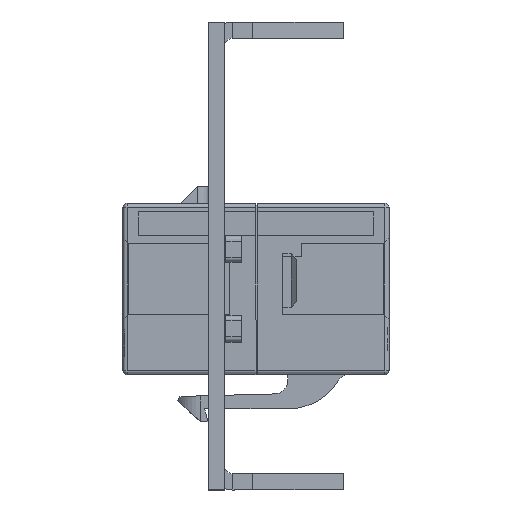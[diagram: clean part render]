
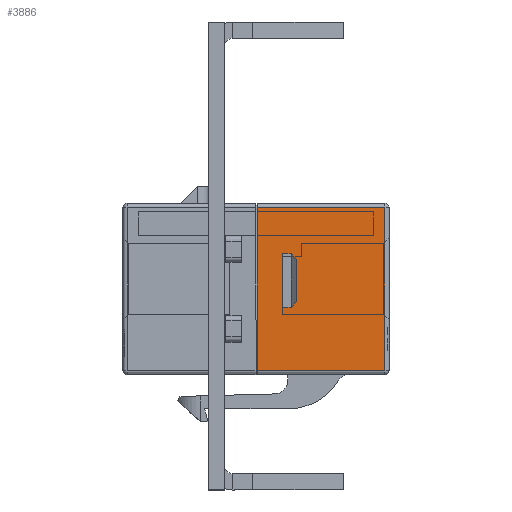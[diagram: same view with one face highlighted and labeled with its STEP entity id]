
A CAD part, left-side view. The second image highlights one B-rep face of the part: STEP entity #3886.
In plain terms, the highlighted planar face has unit normal (-1, 0, 0).
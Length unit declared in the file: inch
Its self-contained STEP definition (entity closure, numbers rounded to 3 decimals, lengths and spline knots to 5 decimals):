
#271 = EDGE_LOOP ( 'NONE', ( #24985, #24603, #21577, #27839, #6809, #26112 ) ) ;
#657 = VECTOR ( 'NONE', #47162, 39.37008 ) ;
#813 = CARTESIAN_POINT ( 'NONE',  ( -0.2874, 0.06693, -0.09843 ) ) ;
#939 = ORIENTED_EDGE ( 'NONE', *, *, #6836, .T. ) ;
#1384 = VERTEX_POINT ( 'NONE', #41443 ) ;
#2793 = CARTESIAN_POINT ( 'NONE',  ( -0.2874, 0.06693, -0.09843 ) ) ;
#2875 = LINE ( 'NONE', #10068, #42955 ) ;
#2964 = VERTEX_POINT ( 'NONE', #20691 ) ;
#3886 = ADVANCED_FACE ( 'NONE', ( #7906, #18181 ), #33885, .F. ) ;
#3915 = EDGE_CURVE ( 'NONE', #43429, #2964, #38856, .T. ) ;
#6454 = LINE ( 'NONE', #41336, #36235 ) ;
#6491 = CARTESIAN_POINT ( 'NONE',  ( -0.2874, -0.12992, -0.09843 ) ) ;
#6809 = ORIENTED_EDGE ( 'NONE', *, *, #3915, .T. ) ;
#6836 = EDGE_CURVE ( 'NONE', #44957, #34410, #17816, .T. ) ;
#6948 = DIRECTION ( 'NONE',  ( 0., 0., -1. ) ) ;
#7264 = EDGE_CURVE ( 'NONE', #1384, #16923, #6454, .T. ) ;
#7906 = FACE_BOUND ( 'NONE', #271, .T. ) ;
#8035 = CARTESIAN_POINT ( 'NONE',  ( -0.2874, -0.11024, -0.14961 ) ) ;
#8308 = CARTESIAN_POINT ( 'NONE',  ( -0.2874, 0.06693, -0.12992 ) ) ;
#9008 = EDGE_CURVE ( 'NONE', #2964, #48153, #48096, .T. ) ;
#10068 = CARTESIAN_POINT ( 'NONE',  ( -0.2874, -0.12992, -0.12992 ) ) ;
#11592 = VECTOR ( 'NONE', #33999, 39.37008 ) ;
#13972 = DIRECTION ( 'NONE',  ( 0., 0., -1. ) ) ;
#14033 = CARTESIAN_POINT ( 'NONE',  ( -0.2874, 0.06693, -0.09843 ) ) ;
#14638 = LINE ( 'NONE', #31701, #657 ) ;
#14726 = CARTESIAN_POINT ( 'NONE',  ( -0.2874, 0.04724, -0.14961 ) ) ;
#16923 = VERTEX_POINT ( 'NONE', #26297 ) ;
#17119 = ORIENTED_EDGE ( 'NONE', *, *, #42689, .F. ) ;
#17816 = LINE ( 'NONE', #41566, #26913 ) ;
#18181 = FACE_OUTER_BOUND ( 'NONE', #35528, .T. ) ;
#18345 = VECTOR ( 'NONE', #21970, 39.37008 ) ;
#18462 = DIRECTION ( 'NONE',  ( 1., 0., 0. ) ) ;
#18535 = VERTEX_POINT ( 'NONE', #813 ) ;
#18625 = DIRECTION ( 'NONE',  ( 0., 1., 0. ) ) ;
#19411 = ORIENTED_EDGE ( 'NONE', *, *, #43570, .T. ) ;
#20537 = EDGE_CURVE ( 'NONE', #35688, #43429, #33338, .T. ) ;
#20691 = CARTESIAN_POINT ( 'NONE',  ( -0.2874, 0.04724, -0.14961 ) ) ;
#21120 = CARTESIAN_POINT ( 'NONE',  ( -0.2874, -0.30118, -0.47638 ) ) ;
#21160 = LINE ( 'NONE', #14033, #31509 ) ;
#21292 = CARTESIAN_POINT ( 'NONE',  ( -0.2874, 0.06693, -0.12992 ) ) ;
#21468 = VERTEX_POINT ( 'NONE', #6491 ) ;
#21577 = ORIENTED_EDGE ( 'NONE', *, *, #34592, .T. ) ;
#21655 = VECTOR ( 'NONE', #26059, 39.37008 ) ;
#21970 = DIRECTION ( 'NONE',  ( 0., 0.707, 0.707 ) ) ;
#23420 = CARTESIAN_POINT ( 'NONE',  ( -0.2874, -0.11024, -0.14961 ) ) ;
#24603 = ORIENTED_EDGE ( 'NONE', *, *, #49290, .T. ) ;
#24985 = ORIENTED_EDGE ( 'NONE', *, *, #28020, .T. ) ;
#25576 = LINE ( 'NONE', #45527, #11592 ) ;
#26059 = DIRECTION ( 'NONE',  ( 0., 0., 1. ) ) ;
#26112 = ORIENTED_EDGE ( 'NONE', *, *, #9008, .T. ) ;
#26297 = CARTESIAN_POINT ( 'NONE',  ( -0.2874, 0.30118, -0.47638 ) ) ;
#26913 = VECTOR ( 'NONE', #37684, 39.37008 ) ;
#27278 = VECTOR ( 'NONE', #18625, 39.37008 ) ;
#27839 = ORIENTED_EDGE ( 'NONE', *, *, #20537, .T. ) ;
#28020 = EDGE_CURVE ( 'NONE', #48153, #18535, #41095, .T. ) ;
#30157 = CARTESIAN_POINT ( 'NONE',  ( -0.2874, -0.31693, 0.49213 ) ) ;
#31509 = VECTOR ( 'NONE', #45077, 39.37008 ) ;
#31701 = CARTESIAN_POINT ( 'NONE',  ( -0.2874, -0.31693, -0.47638 ) ) ;
#32151 = CARTESIAN_POINT ( 'NONE',  ( -0.2874, -0.30118, -0.00394 ) ) ;
#32357 = ORIENTED_EDGE ( 'NONE', *, *, #7264, .T. ) ;
#33159 = AXIS2_PLACEMENT_3D ( 'NONE', #30157, #18462, #6948 ) ;
#33338 = LINE ( 'NONE', #8035, #44880 ) ;
#33529 = DIRECTION ( 'NONE',  ( 0., 0., -1. ) ) ;
#33885 = PLANE ( 'NONE',  #33159 ) ;
#33999 = DIRECTION ( 'NONE',  ( 0., -1., 0. ) ) ;
#34410 = VERTEX_POINT ( 'NONE', #32151 ) ;
#34592 = EDGE_CURVE ( 'NONE', #21468, #35688, #2875, .T. ) ;
#35528 = EDGE_LOOP ( 'NONE', ( #17119, #32357, #19411, #939 ) ) ;
#35688 = VERTEX_POINT ( 'NONE', #45224 ) ;
#36235 = VECTOR ( 'NONE', #33529, 39.37008 ) ;
#37684 = DIRECTION ( 'NONE',  ( 0., 0., 1. ) ) ;
#38856 = LINE ( 'NONE', #14726, #27278 ) ;
#41095 = LINE ( 'NONE', #2793, #21655 ) ;
#41336 = CARTESIAN_POINT ( 'NONE',  ( -0.2874, 0.30118, 0.49213 ) ) ;
#41443 = CARTESIAN_POINT ( 'NONE',  ( -0.2874, 0.30118, -0.00394 ) ) ;
#41566 = CARTESIAN_POINT ( 'NONE',  ( -0.2874, -0.30118, 0.49213 ) ) ;
#42689 = EDGE_CURVE ( 'NONE', #1384, #34410, #25576, .T. ) ;
#42917 = DIRECTION ( 'NONE',  ( 0., 0.707, -0.707 ) ) ;
#42955 = VECTOR ( 'NONE', #13972, 39.37008 ) ;
#43429 = VERTEX_POINT ( 'NONE', #23420 ) ;
#43570 = EDGE_CURVE ( 'NONE', #16923, #44957, #14638, .T. ) ;
#44880 = VECTOR ( 'NONE', #42917, 39.37008 ) ;
#44957 = VERTEX_POINT ( 'NONE', #21120 ) ;
#45077 = DIRECTION ( 'NONE',  ( 0., -1., 0. ) ) ;
#45224 = CARTESIAN_POINT ( 'NONE',  ( -0.2874, -0.12992, -0.12992 ) ) ;
#45527 = CARTESIAN_POINT ( 'NONE',  ( -0.2874, -0.30118, -0.00394 ) ) ;
#47162 = DIRECTION ( 'NONE',  ( 0., -1., 0. ) ) ;
#48096 = LINE ( 'NONE', #21292, #18345 ) ;
#48153 = VERTEX_POINT ( 'NONE', #8308 ) ;
#49290 = EDGE_CURVE ( 'NONE', #18535, #21468, #21160, .T. ) ;
